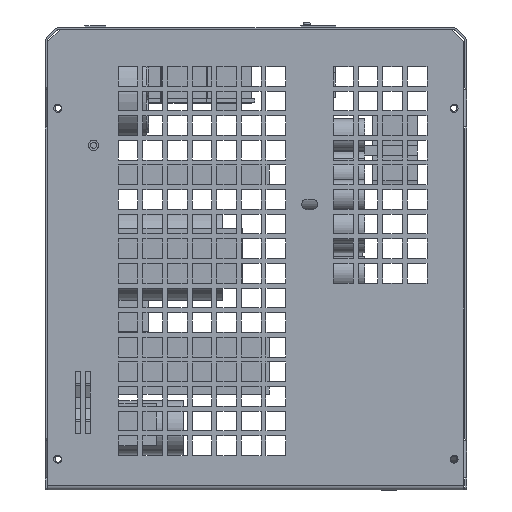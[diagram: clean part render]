
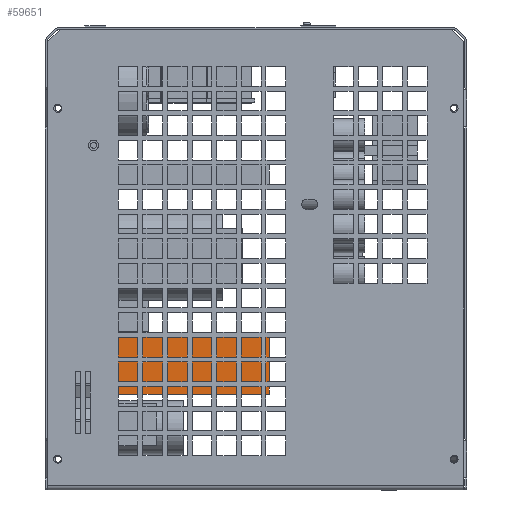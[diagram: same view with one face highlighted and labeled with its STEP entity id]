
A CAD part, front view. The second image highlights one B-rep face of the part: STEP entity #59651.
In plain terms, the highlighted planar face has unit normal (0, -1, 0).
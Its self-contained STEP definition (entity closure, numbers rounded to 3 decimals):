
#3970=PLANE('',#64434);
#6625=FACE_OUTER_BOUND('',#10345,.T.);
#10345=EDGE_LOOP('',(#51850,#51851,#51852,#51853));
#16874=LINE('',#91843,#24329);
#16878=LINE('',#91852,#24333);
#16880=LINE('',#91855,#24335);
#16882=LINE('',#91858,#24337);
#24329=VECTOR('',#75477,1.);
#24333=VECTOR('',#75483,1.);
#24335=VECTOR('',#75487,1.);
#24337=VECTOR('',#75491,1.);
#30727=VERTEX_POINT('',#91840);
#30728=VERTEX_POINT('',#91842);
#30731=VERTEX_POINT('',#91849);
#30732=VERTEX_POINT('',#91851);
#38073=EDGE_CURVE('',#30727,#30728,#16874,.T.);
#38077=EDGE_CURVE('',#30731,#30732,#16878,.T.);
#38079=EDGE_CURVE('',#30728,#30731,#16880,.T.);
#38081=EDGE_CURVE('',#30727,#30732,#16882,.T.);
#51850=ORIENTED_EDGE('',*,*,#38081,.T.);
#51851=ORIENTED_EDGE('',*,*,#38077,.F.);
#51852=ORIENTED_EDGE('',*,*,#38079,.F.);
#51853=ORIENTED_EDGE('',*,*,#38073,.F.);
#59651=ADVANCED_FACE('',(#6625),#3970,.F.);
#64434=AXIS2_PLACEMENT_3D('',#91857,#75489,#75490);
#75477=DIRECTION('',(0.,0.,-1.));
#75483=DIRECTION('',(0.,0.,1.));
#75487=DIRECTION('',(-1.,0.,0.));
#75489=DIRECTION('center_axis',(0.,1.,0.));
#75490=DIRECTION('ref_axis',(-1.,0.,0.));
#75491=DIRECTION('',(-1.,0.,0.));
#91840=CARTESIAN_POINT('',(61.039,115.936,12.972));
#91842=CARTESIAN_POINT('',(61.039,115.936,-12.028));
#91843=CARTESIAN_POINT('',(61.039,115.936,0.472));
#91849=CARTESIAN_POINT('',(-13.961,115.936,-12.028));
#91851=CARTESIAN_POINT('',(-13.961,115.936,12.972));
#91852=CARTESIAN_POINT('',(-13.961,115.936,0.472));
#91855=CARTESIAN_POINT('',(23.539,115.936,-12.028));
#91857=CARTESIAN_POINT('Origin',(23.539,115.936,0.472));
#91858=CARTESIAN_POINT('',(23.539,115.936,12.972));
